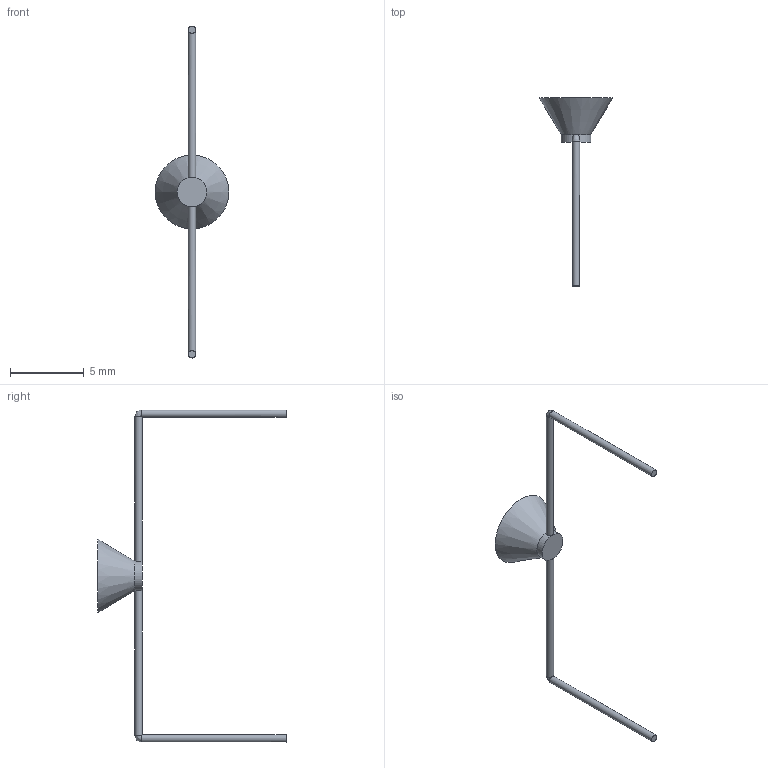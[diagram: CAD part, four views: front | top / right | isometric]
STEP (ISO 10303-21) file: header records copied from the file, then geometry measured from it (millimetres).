
FILE_DESCRIPTION(/* description */ (''),/* implementation_level */ '2;1');
FILE_NAME(/* name */ 'LoudSpeaker.stp',/* time_stamp */ '2023-12-06T17:11:29+02:00',/* author */ ('SaNe4Ka'),/* organization */ (''),/* preprocessor_version */ 'ST-DEVELOPER v19.2',/* originating_system */ 'Autodesk Inventor 2024',/* authorisation */ '');
FILE_SCHEMA (('AUTOMOTIVE_DESIGN { 1 0 10303 214 3 1 1 }'));
Length unit declared in the file: millimetre
Products named in the file (1): LoudSpeaker
Bounding box: 5 x 12.75 x 22.5 mm (x, y, z)
Volume: 34.9 mm3; surface area: 121.3 mm2
Topology: 3 solids, 3 shells, 17 faces, 38 edges, 24 vertices
Faces by surface type: plane 8, cylinder 6, bspline 2, cone 1
Full cylindrical faces by diameter (mm): 0.5 x4
Entity records: 552 total; most frequent: CARTESIAN_POINT 127, DIRECTION 91, ORIENTED_EDGE 66, AXIS2_PLACEMENT_3D 41, EDGE_CURVE 33, CIRCLE 23, VERTEX_POINT 22, FACE_OUTER_BOUND 17
